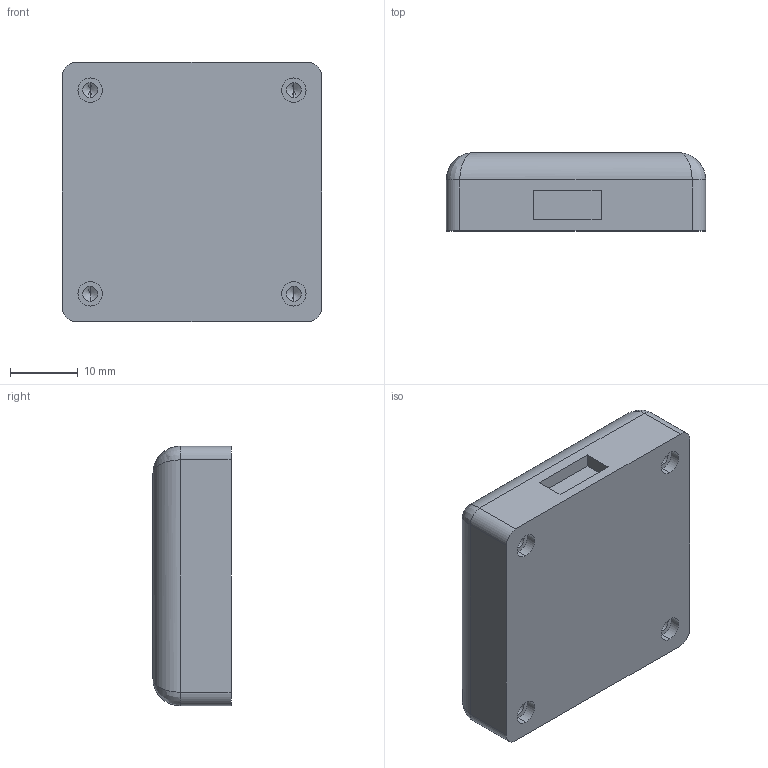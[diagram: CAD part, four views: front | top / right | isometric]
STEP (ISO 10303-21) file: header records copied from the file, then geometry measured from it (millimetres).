
FILE_DESCRIPTION (( 'STEP AP203' ), '1' );
FILE_NAME ('3DR_GPS_Compass.STEP', '2020-05-24T01:42:49', ( '' ), ( '' ), 'SwSTEP 2.0', 'SolidWorks 2019', '' );
FILE_SCHEMA (( 'CONFIG_CONTROL_DESIGN' ));
Length unit declared in the file: millimetre
Products named in the file (1): 3DR_GPS_Compass
Bounding box: 38.2 x 11.5 x 38.2 mm (x, y, z)
Volume: 16051.3 mm3; surface area: 4574.2 mm2
Topology: 1 solids, 1 shells, 262 faces, 686 edges, 444 vertices
Faces by surface type: plane 117, bspline 112, cylinder 25, cone 8
Entity records: 14509 total; most frequent: CARTESIAN_POINT 8797, ORIENTED_EDGE 1348, DIRECTION 794, EDGE_CURVE 674, VERTEX_POINT 444, LINE 408, VECTOR 408, EDGE_LOOP 292
